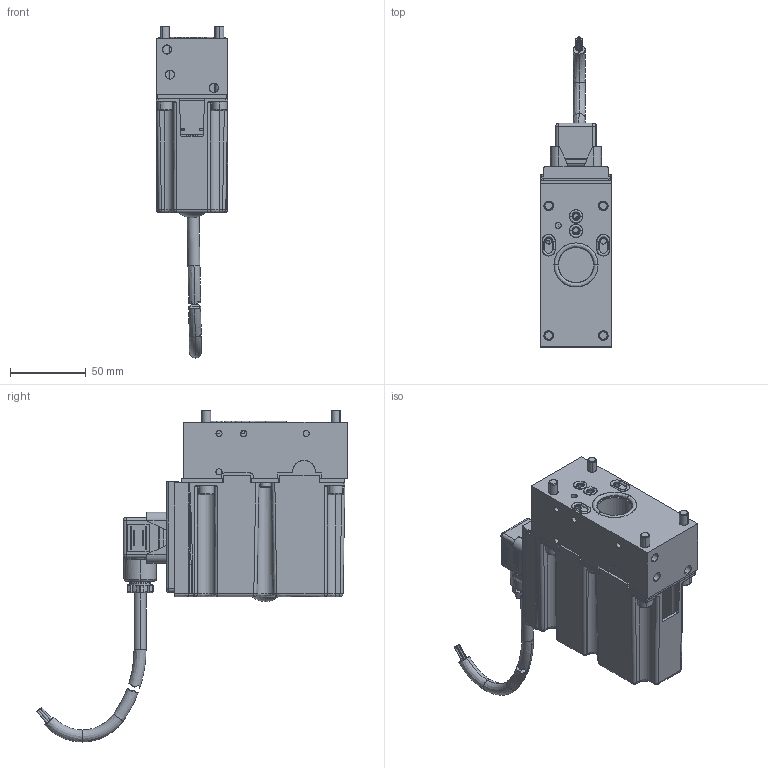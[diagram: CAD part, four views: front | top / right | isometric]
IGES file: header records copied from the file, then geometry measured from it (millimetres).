
Start section: SolidWorks IGES file using analytic representation for surfaces
Global section: file name: MHOFX.igs; native system: SolidWorks 2012; preprocessor: SolidWorks 2012; author: ARUTPUT15; date: 131005.121830; units: millimetre
Bounding box: 47 x 204.58 x 218.77 mm (x, y, z)
Surface area: 102466.5 mm2 (no closed solid volume)
Topology: 0 solids, 0 shells, 779 faces, 9567 edges, 9546 vertices
Faces by surface type: bspline 465, revolution 314
